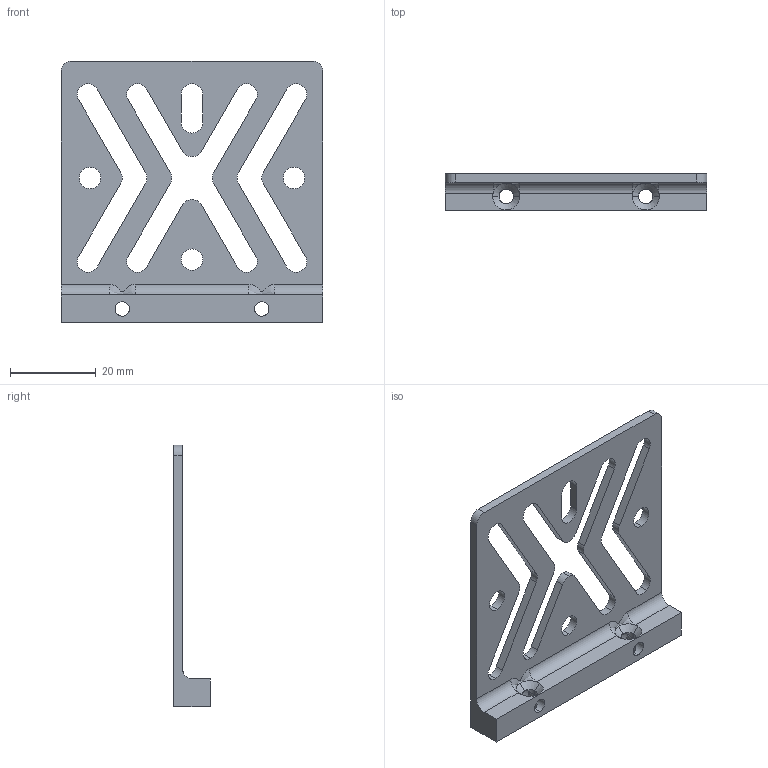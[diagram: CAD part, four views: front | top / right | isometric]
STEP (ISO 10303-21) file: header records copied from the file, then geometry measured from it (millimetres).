
FILE_DESCRIPTION (( 'STEP AP214' ), '1' );
FILE_NAME ('v13 Pump Bracket.STEP', '2021-07-31T18:45:56', ( '' ), ( '' ), 'SwSTEP 2.0', 'SolidWorks 2021', '' );
FILE_SCHEMA (( 'AUTOMOTIVE_DESIGN' ));
Length unit declared in the file: centimetre
Products named in the file (1): v13 Pump Bracket
Bounding box: 61 x 8.5 x 61 mm (x, y, z)
Volume: 7535.8 mm3; surface area: 7685.4 mm2
Topology: 1 solids, 1 shells, 104 faces, 296 edges, 188 vertices
Faces by surface type: cylinder 64, plane 30, cone 8, bspline 2
Entity records: 3758 total; most frequent: CARTESIAN_POINT 913, DIRECTION 616, ORIENTED_EDGE 592, EDGE_CURVE 296, AXIS2_PLACEMENT_3D 235, VERTEX_POINT 188, LINE 146, VECTOR 146
